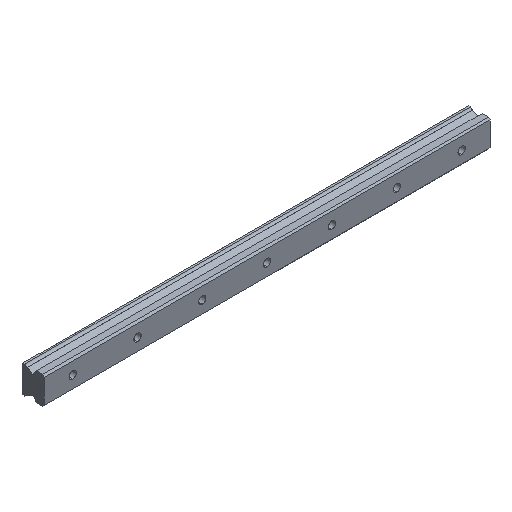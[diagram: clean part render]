
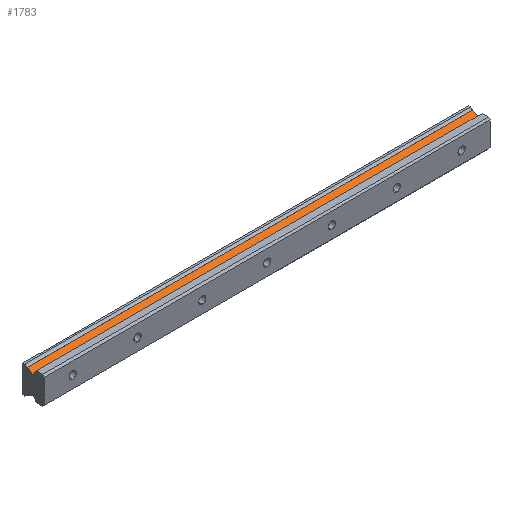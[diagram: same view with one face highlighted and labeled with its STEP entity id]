
A CAD part, isometric view. The second image highlights one B-rep face of the part: STEP entity #1783.
In plain terms, the highlighted planar face has unit normal (0, -0.499, 0.867).
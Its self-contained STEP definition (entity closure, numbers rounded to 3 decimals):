
#322 = ORIENTED_EDGE ( 'NONE', *, *, #1190, .F. ) ;
#326 = VERTEX_POINT ( 'NONE', #1364 ) ;
#346 = VECTOR ( 'NONE', #1513, 1000. ) ;
#397 = DIRECTION ( 'NONE',  ( 1., 0., 0. ) ) ;
#411 = DIRECTION ( 'NONE',  ( 0., 0.499, -0.867 ) ) ;
#428 = CARTESIAN_POINT ( 'NONE',  ( 515., 14.475, 11.24 ) ) ;
#437 = PLANE ( 'NONE',  #1100 ) ;
#458 = DIRECTION ( 'NONE',  ( 0., -0.867, -0.499 ) ) ;
#473 = VERTEX_POINT ( 'NONE', #1834 ) ;
#478 = EDGE_CURVE ( 'NONE', #326, #833, #789, .T. ) ;
#567 = DIRECTION ( 'NONE',  ( 0., 0.867, 0.499 ) ) ;
#595 = CARTESIAN_POINT ( 'NONE',  ( 515., 21.02, 15.006 ) ) ;
#618 = CARTESIAN_POINT ( 'NONE',  ( -35., 21.02, 15.006 ) ) ;
#649 = VECTOR ( 'NONE', #740, 1000. ) ;
#663 = ORIENTED_EDGE ( 'NONE', *, *, #1110, .F. ) ;
#678 = VECTOR ( 'NONE', #458, 1000. ) ;
#703 = CARTESIAN_POINT ( 'NONE',  ( 515., 21.02, 15.006 ) ) ;
#740 = DIRECTION ( 'NONE',  ( 0., -0.867, -0.499 ) ) ;
#789 = LINE ( 'NONE', #618, #678 ) ;
#818 = EDGE_LOOP ( 'NONE', ( #322, #1011, #663, #1797 ) ) ;
#833 = VERTEX_POINT ( 'NONE', #1228 ) ;
#897 = LINE ( 'NONE', #428, #346 ) ;
#1011 = ORIENTED_EDGE ( 'NONE', *, *, #1428, .F. ) ;
#1063 = FACE_OUTER_BOUND ( 'NONE', #818, .T. ) ;
#1100 = AXIS2_PLACEMENT_3D ( 'NONE', #595, #411, #567 ) ;
#1110 = EDGE_CURVE ( 'NONE', #326, #1422, #1792, .T. ) ;
#1158 = LINE ( 'NONE', #703, #649 ) ;
#1190 = EDGE_CURVE ( 'NONE', #473, #833, #897, .T. ) ;
#1228 = CARTESIAN_POINT ( 'NONE',  ( -35., 14.475, 11.24 ) ) ;
#1240 = VECTOR ( 'NONE', #397, 1000. ) ;
#1364 = CARTESIAN_POINT ( 'NONE',  ( -35., 21.02, 15.006 ) ) ;
#1422 = VERTEX_POINT ( 'NONE', #1809 ) ;
#1428 = EDGE_CURVE ( 'NONE', #1422, #473, #1158, .T. ) ;
#1513 = DIRECTION ( 'NONE',  ( -1., 0., 0. ) ) ;
#1771 = CARTESIAN_POINT ( 'NONE',  ( 515., 21.02, 15.006 ) ) ;
#1783 = ADVANCED_FACE ( 'NONE', ( #1063 ), #437, .F. ) ;
#1792 = LINE ( 'NONE', #1771, #1240 ) ;
#1797 = ORIENTED_EDGE ( 'NONE', *, *, #478, .T. ) ;
#1809 = CARTESIAN_POINT ( 'NONE',  ( 515., 21.02, 15.006 ) ) ;
#1834 = CARTESIAN_POINT ( 'NONE',  ( 515., 14.475, 11.24 ) ) ;
